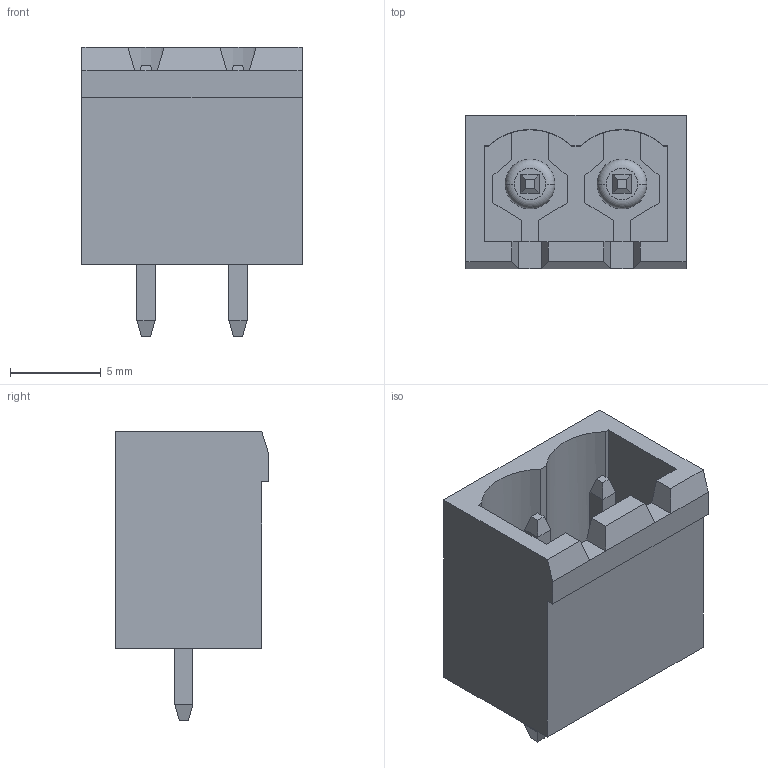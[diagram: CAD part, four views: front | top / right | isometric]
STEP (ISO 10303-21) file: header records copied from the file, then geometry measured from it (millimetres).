
FILE_DESCRIPTION(('STEP AP242'),'1');
FILE_NAME('691311500102.stp','2022-02-27T15:03:34',('TraceParts'),('TraceParts S.A.'),'Spatial InterOp 3D',' ',' ');
FILE_SCHEMA(('AP242_MANAGED_MODEL_BASED_3D_ENGINEERING_MIM_LF {1 0 10303 442 1 1 4}'));
Length unit declared in the file: millimetre
Products named in the file (1): 691311500102_1
Bounding box: 12.16 x 8.5 x 16 mm (x, y, z)
Volume: 601 mm3; surface area: 1299 mm2
Topology: 3 solids, 3 shells, 113 faces, 297 edges, 190 vertices
Faces by surface type: plane 103, cylinder 6, torus 4
Entity records: 4339 total; most frequent: CARTESIAN_POINT 603, ORIENTED_EDGE 594, DIRECTION 553, EDGE_CURVE 297, LINE 273, VECTOR 273, VERTEX_POINT 190, AXIS2_PLACEMENT_3D 140
